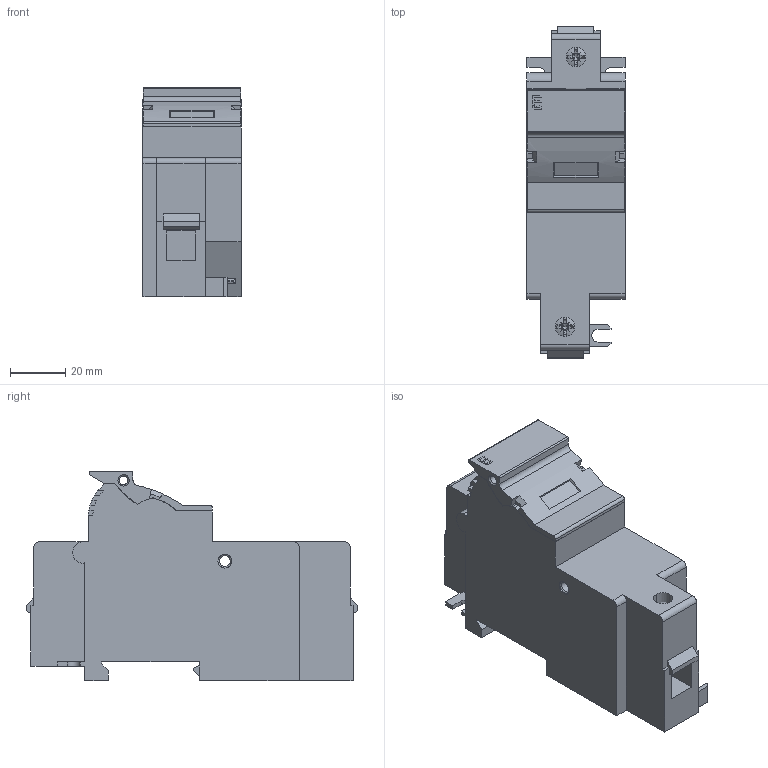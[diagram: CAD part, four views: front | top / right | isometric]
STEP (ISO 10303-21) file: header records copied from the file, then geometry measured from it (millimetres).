
FILE_DESCRIPTION((''),'2;1');
FILE_NAME('ASM0024_ASM','2021-01-18T',('marketing.praksa'),('Audax d.o.o.'),'CREO PARAMETRIC BY PTC INC, 2017480','CREO PARAMETRIC BY PTC INC, 2017480','');
FILE_SCHEMA(('AUTOMOTIVE_DESIGN { 1 0 10303 214 1 1 1 1 }'));
Length unit declared in the file: millimetre
Products named in the file (6): EFD22_1P_DIM_1; SCREW_TOP; SCREW_BOTTOM; ETI; PART_2; ASM0024_ASM
Assembly tree (5 placements, depth 2):
  ASM0024_ASM
    EFD22_1P_DIM_1
    SCREW_TOP
    SCREW_BOTTOM
    ETI
    PART_2
Bounding box: 35.6 x 120.4 x 75.84 mm (x, y, z)
Volume: 187360.9 mm3; surface area: 31053.1 mm2
Topology: 8 solids, 8 shells, 368 faces, 1067 edges, 714 vertices
Faces by surface type: plane 235, cylinder 97, cone 18, sphere 7, torus 7, bspline 4
Entity records: 19177 total; most frequent: CARTESIAN_POINT 3094, ORIENTED_EDGE 2122, DIRECTION 1979, PRESENTATION_STYLE_ASSIGNMENT 1437, STYLED_ITEM 1437, CURVE_STYLE 1061, EDGE_CURVE 1061, VERTEX_POINT 714
